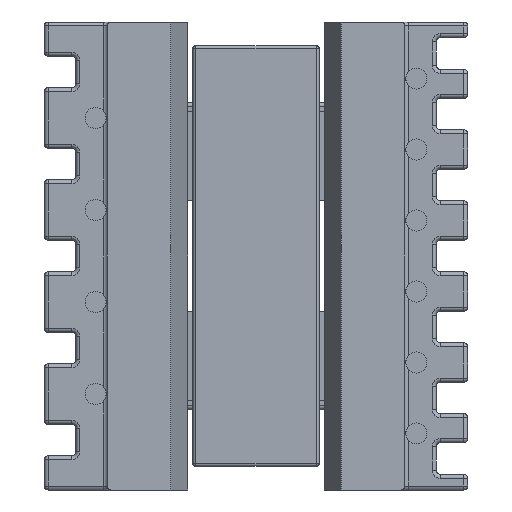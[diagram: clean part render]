
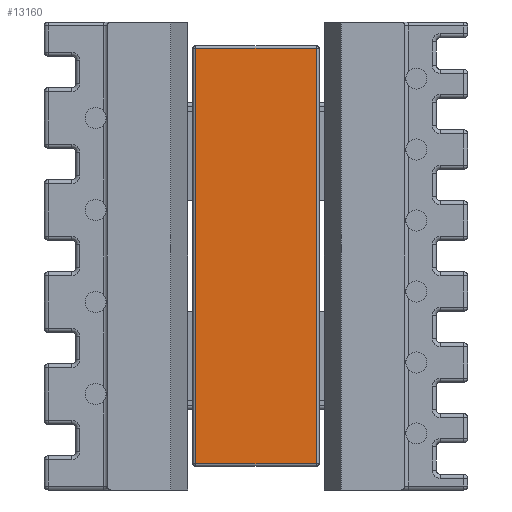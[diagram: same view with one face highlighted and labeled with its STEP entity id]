
A CAD part, front view. The second image highlights one B-rep face of the part: STEP entity #13160.
In plain terms, the highlighted planar face has unit normal (0, -1, 0).
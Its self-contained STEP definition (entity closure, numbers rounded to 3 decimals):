
#1004 = CARTESIAN_POINT ( 'NONE',  ( -2.3, 2., 8. ) ) ;
#2596 = CARTESIAN_POINT ( 'NONE',  ( -2.3, 2., -7.9 ) ) ;
#2965 = DIRECTION ( 'NONE',  ( 1., 0., 0. ) ) ;
#3109 = CARTESIAN_POINT ( 'NONE',  ( 2.3, 2., 8. ) ) ;
#4357 = DIRECTION ( 'NONE',  ( -1., 0., 0. ) ) ;
#5912 = EDGE_LOOP ( 'NONE', ( #13976, #24414, #17077, #7486 ) ) ;
#6207 = VECTOR ( 'NONE', #4357, 1000. ) ;
#6337 = EDGE_CURVE ( 'NONE', #9411, #13289, #14743, .T. ) ;
#6879 = VECTOR ( 'NONE', #19901, 1000. ) ;
#7020 = DIRECTION ( 'NONE',  ( 0., 1., 0. ) ) ;
#7486 = ORIENTED_EDGE ( 'NONE', *, *, #9237, .F. ) ;
#9229 = CARTESIAN_POINT ( 'NONE',  ( 2.3, 2., -7.9 ) ) ;
#9237 = EDGE_CURVE ( 'NONE', #14383, #16917, #21146, .T. ) ;
#9405 = PLANE ( 'NONE',  #15673 ) ;
#9411 = VERTEX_POINT ( 'NONE', #21897 ) ;
#10038 = VECTOR ( 'NONE', #2965, 1000. ) ;
#11966 = EDGE_CURVE ( 'NONE', #13289, #14383, #20276, .T. ) ;
#12155 = CARTESIAN_POINT ( 'NONE',  ( 2.4, 2., -7.9 ) ) ;
#13160 = ADVANCED_FACE ( 'NONE', ( #13270 ), #9405, .F. ) ;
#13270 = FACE_OUTER_BOUND ( 'NONE', #5912, .T. ) ;
#13289 = VERTEX_POINT ( 'NONE', #13894 ) ;
#13894 = CARTESIAN_POINT ( 'NONE',  ( 2.3, 2., 7.9 ) ) ;
#13976 = ORIENTED_EDGE ( 'NONE', *, *, #11966, .F. ) ;
#14383 = VERTEX_POINT ( 'NONE', #9229 ) ;
#14527 = DIRECTION ( 'NONE',  ( 0., 0., -1. ) ) ;
#14636 = CARTESIAN_POINT ( 'NONE',  ( 2.4, 2., 7.9 ) ) ;
#14743 = LINE ( 'NONE', #14636, #10038 ) ;
#15599 = VECTOR ( 'NONE', #14527, 1000. ) ;
#15673 = AXIS2_PLACEMENT_3D ( 'NONE', #18879, #7020, #24186 ) ;
#15916 = LINE ( 'NONE', #1004, #6879 ) ;
#16612 = EDGE_CURVE ( 'NONE', #16917, #9411, #15916, .T. ) ;
#16917 = VERTEX_POINT ( 'NONE', #2596 ) ;
#17077 = ORIENTED_EDGE ( 'NONE', *, *, #16612, .F. ) ;
#18879 = CARTESIAN_POINT ( 'NONE',  ( 2.4, 2., 8. ) ) ;
#19901 = DIRECTION ( 'NONE',  ( 0., 0., 1. ) ) ;
#20276 = LINE ( 'NONE', #3109, #15599 ) ;
#21146 = LINE ( 'NONE', #12155, #6207 ) ;
#21897 = CARTESIAN_POINT ( 'NONE',  ( -2.3, 2., 7.9 ) ) ;
#24186 = DIRECTION ( 'NONE',  ( 0., 0., -1. ) ) ;
#24414 = ORIENTED_EDGE ( 'NONE', *, *, #6337, .F. ) ;
